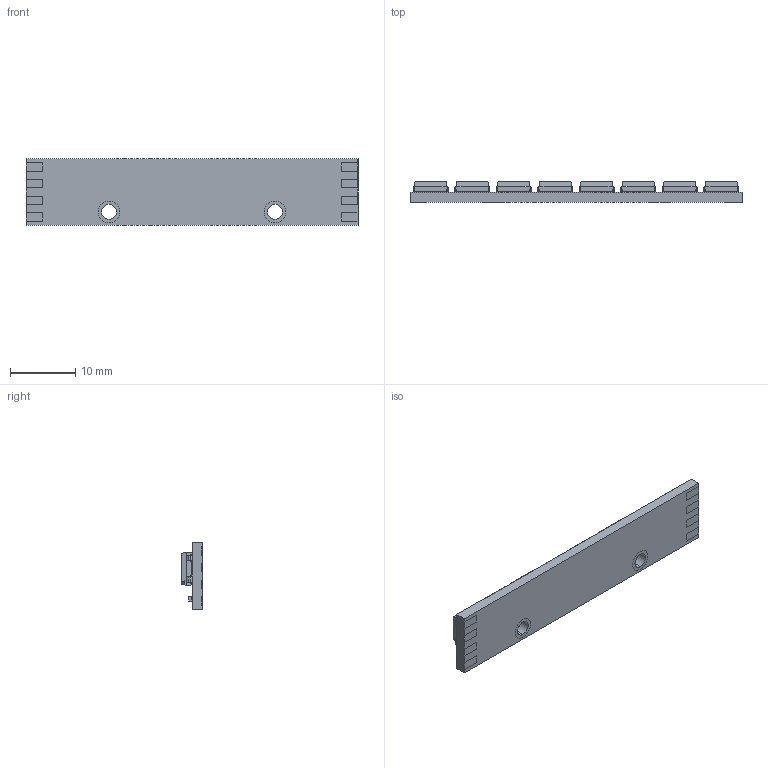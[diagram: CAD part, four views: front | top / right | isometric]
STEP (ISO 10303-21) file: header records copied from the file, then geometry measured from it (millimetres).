
FILE_DESCRIPTION (( 'STEP AP214' ), '1' );
FILE_NAME ('1426.STEP', '2024-06-03T09:38:43', ( '' ), ( '' ), 'SwSTEP 2.0', 'SolidWorks 2021', '' );
FILE_SCHEMA (( 'AUTOMOTIVE_DESIGN' ));
Length unit declared in the file: millimetre
Products named in the file (5): CAP_black; CAP_RC0603JR-073K3P; 1426 board; WS2812B--3DModel-STEP-510211; 1426
Assembly tree (17 placements, depth 2):
  1426
    1426 board
    WS2812B--3DModel-STEP-510211  x8
    CAP_black
    CAP_RC0603JR-073K3P  x7
Bounding box: 50.8 x 3.19 x 10.16 mm (x, y, z)
Volume: 1108.9 mm3; surface area: 2473.9 mm2
Topology: 83 solids, 83 shells, 1194 faces, 2808 edges, 1752 vertices
Faces by surface type: plane 798, cylinder 268, sphere 64, bspline 32, cone 32
Entity records: 8625 total; most frequent: CARTESIAN_POINT 1502, DIRECTION 1410, ORIENTED_EDGE 1312, EDGE_CURVE 656, VECTOR 502, LINE 502, AXIS2_PLACEMENT_3D 454, VERTEX_POINT 422
